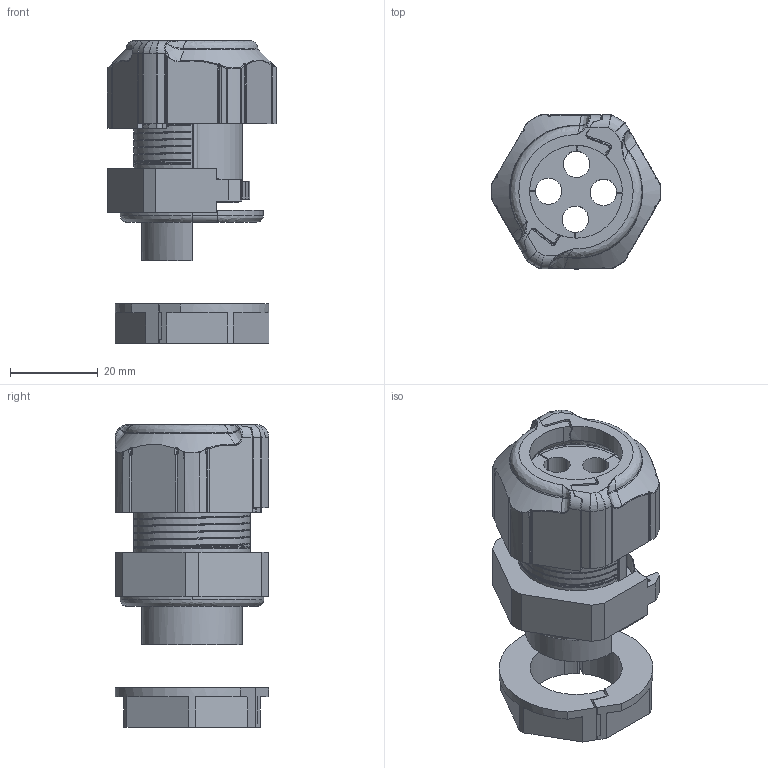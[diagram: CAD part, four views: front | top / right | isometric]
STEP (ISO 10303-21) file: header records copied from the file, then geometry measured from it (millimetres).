
FILE_DESCRIPTION (( 'STEP AP214' ), '1' );
FILE_NAME ('2024930.stp', '2020-04-22T14:05:48', ( '' ), ( '' ), 'SwSTEP 2.0', 'SolidWorks 2018', '' );
FILE_SCHEMA (( 'AUTOMOTIVE_DESIGN' ));
Length unit declared in the file: millimetre
Products named in the file (21): Sammelfl_S_dche.1_1_2; P_0000007581_1_Standard; 111561_Standard; 1_1; P_0000007587_1_Standard; P_0000007589_1_Standard; P_0000007583_1_Standard_2; Sammelfl_S_dche.1_1; P_0000007586_1_Standard; P_0000007584_1_Standard; P_0000007585_1_Standard; kkkkkkk_1; 1.1_1; P_0000007583_1_Standard; 2024930; P_0000007590_1_Standard; P_0000007583_1_Standard_3; P_0000007588_1_Standard; Sammelfl_S_dche.1_1_3
Assembly tree (20 placements, depth 5):
  2024930
    P_0000007590_1_Standard
      P_0000007581_1_Standard
      P_0000007584_1_Standard
      P_0000007583_1_Standard
        P_0000007583_1_Standard_2
        P_0000007583_1_Standard
        P_0000007583_1_Standard_3
      P_0000007586_1_Standard
      P_0000007585_1_Standard
      kkkkkkk_1
        1.1_1
        Sammelfl_S_dche.1_1
          Sammelfl_S_dche.1_1_3
          Sammelfl_S_dche.1_1
          Sammelfl_S_dche.1_1_2
        1_1
    P_0000007589_1_Standard
      P_0000007587_1_Standard
      P_0000007588_1_Standard
    111561_Standard
Bounding box: 38.49 x 35 x 68.9 mm (x, y, z)
Volume: 28707.2 mm3; surface area: 21281.4 mm2
Topology: 14 solids, 14 shells, 858 faces, 2286 edges, 1427 vertices
Faces by surface type: plane 301, cylinder 290, bspline 246, cone 11, torus 10
Entity records: 72664 total; most frequent: CARTESIAN_POINT 37493, ORIENTED_EDGE 5996, DIRECTION 3917, EDGE_CURVE 2998, VERTEX_POINT 1882, AXIS2_PLACEMENT_3D 1335, VECTOR 1247, LINE 1247
